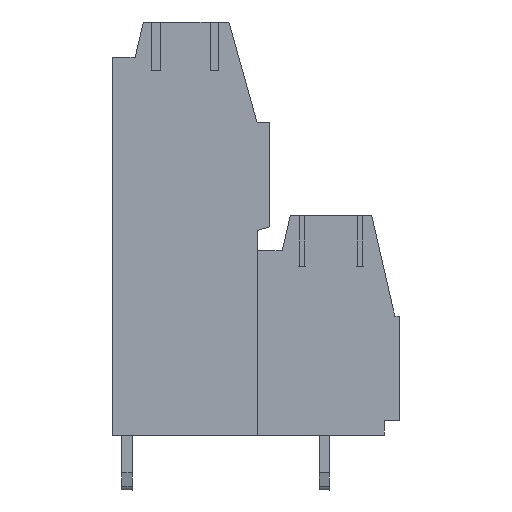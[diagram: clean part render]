
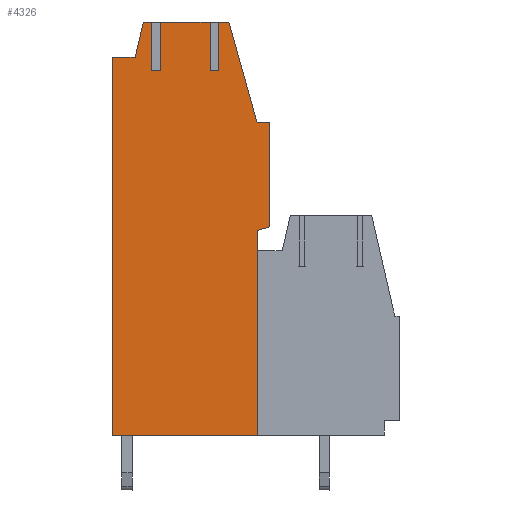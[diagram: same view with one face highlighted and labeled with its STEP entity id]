
A CAD part, left-side view. The second image highlights one B-rep face of the part: STEP entity #4326.
In plain terms, the highlighted planar face has unit normal (-1, 0, 0).
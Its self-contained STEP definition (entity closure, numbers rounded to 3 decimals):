
#4266=AXIS2_PLACEMENT_3D('Plane Axis2P3D',#4263,#4264,#4265) ;
#1321=CARTESIAN_POINT('Vertex',(0.,8.3,3.2)) ;
#1324=CARTESIAN_POINT('Line Origine',(0.,12.525,3.2)) ;
#1328=CARTESIAN_POINT('Vertex',(0.,16.75,3.2)) ;
#2316=CARTESIAN_POINT('Line Origine',(0.,16.75,14.225)) ;
#2320=CARTESIAN_POINT('Vertex',(0.,16.75,25.25)) ;
#2440=CARTESIAN_POINT('Vertex',(0.,8.3,15.15)) ;
#2443=CARTESIAN_POINT('Line Origine',(0.,8.3,9.175)) ;
#2604=CARTESIAN_POINT('Vertex',(0.,14.95,27.3)) ;
#2607=CARTESIAN_POINT('Line Origine',(0.,14.7,27.3)) ;
#2611=CARTESIAN_POINT('Vertex',(0.,14.45,27.3)) ;
#2660=CARTESIAN_POINT('Vertex',(0.,13.95,27.3)) ;
#2663=CARTESIAN_POINT('Line Origine',(0.,12.5,27.3)) ;
#2667=CARTESIAN_POINT('Vertex',(0.,11.05,27.3)) ;
#2716=CARTESIAN_POINT('Vertex',(0.,10.55,27.3)) ;
#2719=CARTESIAN_POINT('Line Origine',(0.,10.25,27.3)) ;
#2723=CARTESIAN_POINT('Vertex',(0.,9.95,27.3)) ;
#3125=CARTESIAN_POINT('Line Origine',(0.,9.131,24.375)) ;
#3129=CARTESIAN_POINT('Vertex',(0.,8.311,21.45)) ;
#3149=CARTESIAN_POINT('Line Origine',(0.,7.956,21.45)) ;
#3153=CARTESIAN_POINT('Vertex',(0.,7.6,21.45)) ;
#3173=CARTESIAN_POINT('Line Origine',(0.,7.6,18.4)) ;
#3177=CARTESIAN_POINT('Vertex',(0.,7.6,15.35)) ;
#3707=CARTESIAN_POINT('Line Origine',(0.,7.95,15.25)) ;
#3724=CARTESIAN_POINT('Line Origine',(0.,16.088,25.25)) ;
#3728=CARTESIAN_POINT('Vertex',(0.,15.425,25.25)) ;
#3748=CARTESIAN_POINT('Line Origine',(0.,15.188,26.275)) ;
#4263=CARTESIAN_POINT('Axis2P3D Location',(0.,7.6,0.)) ;
#4268=CARTESIAN_POINT('Line Origine',(0.,13.95,25.875)) ;
#4272=CARTESIAN_POINT('Vertex',(0.,13.95,24.45)) ;
#4275=CARTESIAN_POINT('Line Origine',(0.,14.2,24.45)) ;
#4279=CARTESIAN_POINT('Vertex',(0.,14.45,24.45)) ;
#4282=CARTESIAN_POINT('Line Origine',(0.,14.45,25.875)) ;
#4287=CARTESIAN_POINT('Line Origine',(0.,10.55,25.875)) ;
#4291=CARTESIAN_POINT('Vertex',(0.,10.55,24.45)) ;
#4294=CARTESIAN_POINT('Line Origine',(0.,10.8,24.45)) ;
#4298=CARTESIAN_POINT('Vertex',(0.,11.05,24.45)) ;
#4301=CARTESIAN_POINT('Line Origine',(0.,11.05,25.875)) ;
#1325=DIRECTION('Vector Direction',(0.,1.,0.)) ;
#2317=DIRECTION('Vector Direction',(0.,0.,1.)) ;
#2444=DIRECTION('Vector Direction',(0.,0.,-1.)) ;
#2608=DIRECTION('Vector Direction',(0.,-1.,0.)) ;
#2664=DIRECTION('Vector Direction',(0.,-1.,0.)) ;
#2720=DIRECTION('Vector Direction',(0.,-1.,0.)) ;
#3126=DIRECTION('Vector Direction',(0.,-0.27,-0.963)) ;
#3150=DIRECTION('Vector Direction',(0.,-1.,0.)) ;
#3174=DIRECTION('Vector Direction',(0.,0.,-1.)) ;
#3708=DIRECTION('Vector Direction',(0.,0.962,-0.275)) ;
#3725=DIRECTION('Vector Direction',(0.,-1.,0.)) ;
#3749=DIRECTION('Vector Direction',(0.,-0.226,0.974)) ;
#4264=DIRECTION('Axis2P3D Direction',(-1.,0.,0.)) ;
#4265=DIRECTION('Axis2P3D XDirection',(0.,0.,1.)) ;
#4269=DIRECTION('Vector Direction',(0.,0.,1.)) ;
#4276=DIRECTION('Vector Direction',(0.,-1.,0.)) ;
#4283=DIRECTION('Vector Direction',(0.,0.,1.)) ;
#4288=DIRECTION('Vector Direction',(0.,0.,1.)) ;
#4295=DIRECTION('Vector Direction',(0.,-1.,0.)) ;
#4302=DIRECTION('Vector Direction',(0.,0.,1.)) ;
#1326=VECTOR('Line Direction',#1325,1.) ;
#2318=VECTOR('Line Direction',#2317,1.) ;
#2445=VECTOR('Line Direction',#2444,1.) ;
#2609=VECTOR('Line Direction',#2608,1.) ;
#2665=VECTOR('Line Direction',#2664,1.) ;
#2721=VECTOR('Line Direction',#2720,1.) ;
#3127=VECTOR('Line Direction',#3126,1.) ;
#3151=VECTOR('Line Direction',#3150,1.) ;
#3175=VECTOR('Line Direction',#3174,1.) ;
#3709=VECTOR('Line Direction',#3708,1.) ;
#3726=VECTOR('Line Direction',#3725,1.) ;
#3750=VECTOR('Line Direction',#3749,1.) ;
#4270=VECTOR('Line Direction',#4269,1.) ;
#4277=VECTOR('Line Direction',#4276,1.) ;
#4284=VECTOR('Line Direction',#4283,1.) ;
#4289=VECTOR('Line Direction',#4288,1.) ;
#4296=VECTOR('Line Direction',#4295,1.) ;
#4303=VECTOR('Line Direction',#4302,1.) ;
#4307=ORIENTED_EDGE('',*,*,#2669,.T.) ;
#4308=ORIENTED_EDGE('',*,*,#4274,.F.) ;
#4309=ORIENTED_EDGE('',*,*,#4281,.F.) ;
#4310=ORIENTED_EDGE('',*,*,#4286,.T.) ;
#4311=ORIENTED_EDGE('',*,*,#2613,.T.) ;
#4312=ORIENTED_EDGE('',*,*,#3752,.T.) ;
#4313=ORIENTED_EDGE('',*,*,#3730,.T.) ;
#4314=ORIENTED_EDGE('',*,*,#2322,.T.) ;
#4315=ORIENTED_EDGE('',*,*,#1330,.T.) ;
#4316=ORIENTED_EDGE('',*,*,#2447,.T.) ;
#4317=ORIENTED_EDGE('',*,*,#3711,.T.) ;
#4318=ORIENTED_EDGE('',*,*,#3179,.T.) ;
#4319=ORIENTED_EDGE('',*,*,#3155,.T.) ;
#4320=ORIENTED_EDGE('',*,*,#3131,.T.) ;
#4321=ORIENTED_EDGE('',*,*,#2725,.T.) ;
#4322=ORIENTED_EDGE('',*,*,#4293,.F.) ;
#4323=ORIENTED_EDGE('',*,*,#4300,.F.) ;
#4324=ORIENTED_EDGE('',*,*,#4305,.T.) ;
#4326=ADVANCED_FACE('Hauptk\X2\00F6\X0\rper',(#4325),#4267,.T.) ;
#1330=EDGE_CURVE('',#1329,#1322,#1327,.F.) ;
#2322=EDGE_CURVE('',#2321,#1329,#2319,.F.) ;
#2447=EDGE_CURVE('',#1322,#2441,#2446,.F.) ;
#2613=EDGE_CURVE('',#2612,#2605,#2610,.F.) ;
#2669=EDGE_CURVE('',#2668,#2661,#2666,.F.) ;
#2725=EDGE_CURVE('',#2724,#2717,#2722,.F.) ;
#3131=EDGE_CURVE('',#3130,#2724,#3128,.F.) ;
#3155=EDGE_CURVE('',#3154,#3130,#3152,.F.) ;
#3179=EDGE_CURVE('',#3178,#3154,#3176,.F.) ;
#3711=EDGE_CURVE('',#2441,#3178,#3710,.F.) ;
#3730=EDGE_CURVE('',#3729,#2321,#3727,.F.) ;
#3752=EDGE_CURVE('',#2605,#3729,#3751,.F.) ;
#4274=EDGE_CURVE('',#4273,#2661,#4271,.T.) ;
#4281=EDGE_CURVE('',#4280,#4273,#4278,.T.) ;
#4286=EDGE_CURVE('',#4280,#2612,#4285,.T.) ;
#4293=EDGE_CURVE('',#4292,#2717,#4290,.T.) ;
#4300=EDGE_CURVE('',#4299,#4292,#4297,.T.) ;
#4305=EDGE_CURVE('',#4299,#2668,#4304,.T.) ;
#4306=EDGE_LOOP('',(#4307,#4308,#4309,#4310,#4311,#4312,#4313,#4314,#4315,#4316,#4317,#4318,#4319,#4320,#4321,#4322,#4323,#4324)) ;
#4325=FACE_OUTER_BOUND('',#4306,.T.) ;
#1327=LINE('Line',#1324,#1326) ;
#2319=LINE('Line',#2316,#2318) ;
#2446=LINE('Line',#2443,#2445) ;
#2610=LINE('Line',#2607,#2609) ;
#2666=LINE('Line',#2663,#2665) ;
#2722=LINE('Line',#2719,#2721) ;
#3128=LINE('Line',#3125,#3127) ;
#3152=LINE('Line',#3149,#3151) ;
#3176=LINE('Line',#3173,#3175) ;
#3710=LINE('Line',#3707,#3709) ;
#3727=LINE('Line',#3724,#3726) ;
#3751=LINE('Line',#3748,#3750) ;
#4271=LINE('Line',#4268,#4270) ;
#4278=LINE('Line',#4275,#4277) ;
#4285=LINE('Line',#4282,#4284) ;
#4290=LINE('Line',#4287,#4289) ;
#4297=LINE('Line',#4294,#4296) ;
#4304=LINE('Line',#4301,#4303) ;
#4267=PLANE('',#4266) ;
#1322=VERTEX_POINT('',#1321) ;
#1329=VERTEX_POINT('',#1328) ;
#2321=VERTEX_POINT('',#2320) ;
#2441=VERTEX_POINT('',#2440) ;
#2605=VERTEX_POINT('',#2604) ;
#2612=VERTEX_POINT('',#2611) ;
#2661=VERTEX_POINT('',#2660) ;
#2668=VERTEX_POINT('',#2667) ;
#2717=VERTEX_POINT('',#2716) ;
#2724=VERTEX_POINT('',#2723) ;
#3130=VERTEX_POINT('',#3129) ;
#3154=VERTEX_POINT('',#3153) ;
#3178=VERTEX_POINT('',#3177) ;
#3729=VERTEX_POINT('',#3728) ;
#4273=VERTEX_POINT('',#4272) ;
#4280=VERTEX_POINT('',#4279) ;
#4292=VERTEX_POINT('',#4291) ;
#4299=VERTEX_POINT('',#4298) ;
